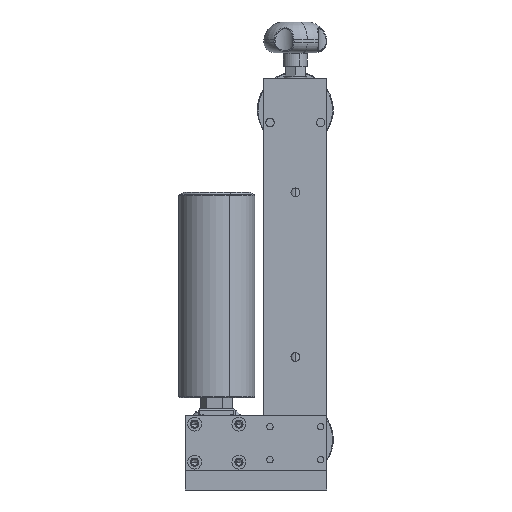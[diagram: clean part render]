
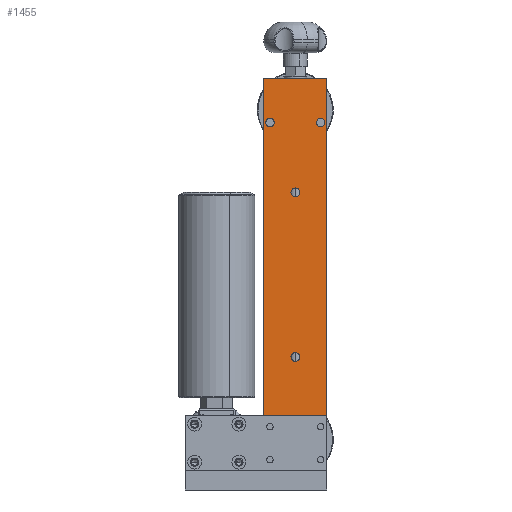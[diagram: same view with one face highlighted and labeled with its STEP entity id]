
A CAD part, front view. The second image highlights one B-rep face of the part: STEP entity #1455.
In plain terms, the highlighted planar face has unit normal (0, -1, 0).
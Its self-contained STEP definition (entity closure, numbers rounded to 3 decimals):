
#1327 = CARTESIAN_POINT ( 'NONE',  ( 0., 0., -65. ) ) ;
#1362 = EDGE_CURVE ( 'NONE', #6938, #34297, #21013, .T. ) ;
#1455 = ADVANCED_FACE ( 'NONE', ( #20379, #17403, #10590, #4636, #17193 ), #30205, .F. ) ;
#1744 = DIRECTION ( 'NONE',  ( 0., -1., 0. ) ) ;
#1751 = CIRCLE ( 'NONE', #28961, 3.4 ) ;
#1897 = EDGE_CURVE ( 'NONE', #34290, #21803, #41002, .T. ) ;
#2162 = DIRECTION ( 'NONE',  ( 0., 0., -1. ) ) ;
#2176 = ORIENTED_EDGE ( 'NONE', *, *, #31290, .F. ) ;
#2186 = CARTESIAN_POINT ( 'NONE',  ( 0., 0., -68.4 ) ) ;
#2300 = VECTOR ( 'NONE', #29728, 1000. ) ;
#2536 = EDGE_CURVE ( 'NONE', #32309, #9748, #41518, .T. ) ;
#2642 = CARTESIAN_POINT ( 'NONE',  ( -37., 0., -111. ) ) ;
#2756 = DIRECTION ( 'NONE',  ( 0., 0., 1. ) ) ;
#3232 = LINE ( 'NONE', #11243, #34076 ) ;
#3309 = ORIENTED_EDGE ( 'NONE', *, *, #1362, .F. ) ;
#3346 = AXIS2_PLACEMENT_3D ( 'NONE', #27622, #23569, #20790 ) ;
#3744 = LINE ( 'NONE', #16719, #2300 ) ;
#4484 = DIRECTION ( 'NONE',  ( 0., 0., -1. ) ) ;
#4636 = FACE_BOUND ( 'NONE', #6499, .T. ) ;
#5445 = ORIENTED_EDGE ( 'NONE', *, *, #21762, .F. ) ;
#6204 = DIRECTION ( 'NONE',  ( 0., 0., 1. ) ) ;
#6216 = AXIS2_PLACEMENT_3D ( 'NONE', #24402, #40221, #24198 ) ;
#6232 = EDGE_LOOP ( 'NONE', ( #21016, #30143, #19270, #35801 ) ) ;
#6273 = AXIS2_PLACEMENT_3D ( 'NONE', #15734, #38348, #2756 ) ;
#6499 = EDGE_LOOP ( 'NONE', ( #28706, #18332 ) ) ;
#6938 = VERTEX_POINT ( 'NONE', #17173 ) ;
#7061 = DIRECTION ( 'NONE',  ( 0., 0., 1. ) ) ;
#7223 = DIRECTION ( 'NONE',  ( 0., 1., 0. ) ) ;
#7806 = VERTEX_POINT ( 'NONE', #2186 ) ;
#9186 = EDGE_CURVE ( 'NONE', #21803, #18231, #3232, .T. ) ;
#9283 = CARTESIAN_POINT ( 'NONE',  ( -20., 0., 116.7 ) ) ;
#9354 = ORIENTED_EDGE ( 'NONE', *, *, #15009, .T. ) ;
#9737 = CARTESIAN_POINT ( 'NONE',  ( 0., 0., 65. ) ) ;
#9748 = VERTEX_POINT ( 'NONE', #32260 ) ;
#9963 = EDGE_CURVE ( 'NONE', #34290, #19627, #38614, .T. ) ;
#9974 = CARTESIAN_POINT ( 'NONE',  ( -25., 0., -111. ) ) ;
#10590 = FACE_BOUND ( 'NONE', #20111, .T. ) ;
#10762 = ORIENTED_EDGE ( 'NONE', *, *, #24468, .T. ) ;
#11243 = CARTESIAN_POINT ( 'NONE',  ( 25., 0., -155. ) ) ;
#13188 = VECTOR ( 'NONE', #6204, 1000. ) ;
#13786 = CARTESIAN_POINT ( 'NONE',  ( 25., 0., 155. ) ) ;
#14238 = EDGE_CURVE ( 'NONE', #9748, #32309, #15732, .T. ) ;
#15009 = EDGE_CURVE ( 'NONE', #19555, #28511, #30072, .T. ) ;
#15732 = CIRCLE ( 'NONE', #6216, 3.3 ) ;
#15734 = CARTESIAN_POINT ( 'NONE',  ( -20., 0., 120. ) ) ;
#16017 = CARTESIAN_POINT ( 'NONE',  ( -25., 0., 155. ) ) ;
#16395 = AXIS2_PLACEMENT_3D ( 'NONE', #33595, #27161, #30805 ) ;
#16719 = CARTESIAN_POINT ( 'NONE',  ( 25., 0., 155. ) ) ;
#17173 = CARTESIAN_POINT ( 'NONE',  ( 0., 0., 68.4 ) ) ;
#17193 = FACE_OUTER_BOUND ( 'NONE', #6232, .T. ) ;
#17403 = FACE_BOUND ( 'NONE', #32495, .T. ) ;
#18231 = VERTEX_POINT ( 'NONE', #13786 ) ;
#18332 = ORIENTED_EDGE ( 'NONE', *, *, #14238, .T. ) ;
#19234 = EDGE_CURVE ( 'NONE', #19627, #18231, #3744, .T. ) ;
#19270 = ORIENTED_EDGE ( 'NONE', *, *, #9186, .T. ) ;
#19555 = VERTEX_POINT ( 'NONE', #34387 ) ;
#19580 = DIRECTION ( 'NONE',  ( 0., 0., 1. ) ) ;
#19627 = VERTEX_POINT ( 'NONE', #16017 ) ;
#20111 = EDGE_LOOP ( 'NONE', ( #9354, #10762 ) ) ;
#20379 = FACE_BOUND ( 'NONE', #35139, .T. ) ;
#20790 = DIRECTION ( 'NONE',  ( 1., 0., 0. ) ) ;
#21013 = CIRCLE ( 'NONE', #25794, 3.4 ) ;
#21016 = ORIENTED_EDGE ( 'NONE', *, *, #9963, .F. ) ;
#21710 = VECTOR ( 'NONE', #28409, 1000. ) ;
#21744 = CARTESIAN_POINT ( 'NONE',  ( 0., 0., -61.6 ) ) ;
#21762 = EDGE_CURVE ( 'NONE', #27344, #7806, #1751, .T. ) ;
#21803 = VERTEX_POINT ( 'NONE', #37963 ) ;
#23363 = DIRECTION ( 'NONE',  ( 0., 0., -1. ) ) ;
#23569 = DIRECTION ( 'NONE',  ( 0., 1., 0. ) ) ;
#23590 = DIRECTION ( 'NONE',  ( 0., 0., 1. ) ) ;
#24198 = DIRECTION ( 'NONE',  ( 0., 0., 1. ) ) ;
#24402 = CARTESIAN_POINT ( 'NONE',  ( 20., 0., 120. ) ) ;
#24460 = CARTESIAN_POINT ( 'NONE',  ( 0., 0., -65. ) ) ;
#24468 = EDGE_CURVE ( 'NONE', #28511, #19555, #28383, .T. ) ;
#24973 = AXIS2_PLACEMENT_3D ( 'NONE', #38782, #41788, #19580 ) ;
#25143 = CARTESIAN_POINT ( 'NONE',  ( 0., 0., 61.6 ) ) ;
#25794 = AXIS2_PLACEMENT_3D ( 'NONE', #9737, #38743, #23363 ) ;
#27161 = DIRECTION ( 'NONE',  ( 0., -1., 0. ) ) ;
#27344 = VERTEX_POINT ( 'NONE', #21744 ) ;
#27448 = CARTESIAN_POINT ( 'NONE',  ( 20., 0., 123.3 ) ) ;
#27622 = CARTESIAN_POINT ( 'NONE',  ( -25., 0., -155. ) ) ;
#28383 = CIRCLE ( 'NONE', #24973, 3.3 ) ;
#28409 = DIRECTION ( 'NONE',  ( 1., 0., 0. ) ) ;
#28511 = VERTEX_POINT ( 'NONE', #9283 ) ;
#28706 = ORIENTED_EDGE ( 'NONE', *, *, #2536, .T. ) ;
#28961 = AXIS2_PLACEMENT_3D ( 'NONE', #1327, #1744, #2162 ) ;
#29641 = EDGE_CURVE ( 'NONE', #34297, #6938, #34783, .T. ) ;
#29728 = DIRECTION ( 'NONE',  ( 1., 0., 0. ) ) ;
#30072 = CIRCLE ( 'NONE', #6273, 3.3 ) ;
#30143 = ORIENTED_EDGE ( 'NONE', *, *, #1897, .T. ) ;
#30205 = PLANE ( 'NONE',  #3346 ) ;
#30805 = DIRECTION ( 'NONE',  ( 0., 0., -1. ) ) ;
#31290 = EDGE_CURVE ( 'NONE', #7806, #27344, #41705, .T. ) ;
#32260 = CARTESIAN_POINT ( 'NONE',  ( 20., 0., 116.7 ) ) ;
#32309 = VERTEX_POINT ( 'NONE', #27448 ) ;
#32495 = EDGE_LOOP ( 'NONE', ( #2176, #5445 ) ) ;
#33595 = CARTESIAN_POINT ( 'NONE',  ( 0., 0., 65. ) ) ;
#34038 = AXIS2_PLACEMENT_3D ( 'NONE', #39821, #7223, #23590 ) ;
#34076 = VECTOR ( 'NONE', #7061, 1000. ) ;
#34290 = VERTEX_POINT ( 'NONE', #9974 ) ;
#34297 = VERTEX_POINT ( 'NONE', #25143 ) ;
#34387 = CARTESIAN_POINT ( 'NONE',  ( -20., 0., 123.3 ) ) ;
#34783 = CIRCLE ( 'NONE', #16395, 3.4 ) ;
#34874 = AXIS2_PLACEMENT_3D ( 'NONE', #24460, #37301, #4484 ) ;
#35139 = EDGE_LOOP ( 'NONE', ( #35982, #3309 ) ) ;
#35801 = ORIENTED_EDGE ( 'NONE', *, *, #19234, .F. ) ;
#35982 = ORIENTED_EDGE ( 'NONE', *, *, #29641, .F. ) ;
#37301 = DIRECTION ( 'NONE',  ( 0., -1., 0. ) ) ;
#37963 = CARTESIAN_POINT ( 'NONE',  ( 25., 0., -111. ) ) ;
#38348 = DIRECTION ( 'NONE',  ( 0., 1., 0. ) ) ;
#38403 = CARTESIAN_POINT ( 'NONE',  ( -25., 0., -155. ) ) ;
#38614 = LINE ( 'NONE', #38403, #13188 ) ;
#38743 = DIRECTION ( 'NONE',  ( 0., -1., 0. ) ) ;
#38782 = CARTESIAN_POINT ( 'NONE',  ( -20., 0., 120. ) ) ;
#39821 = CARTESIAN_POINT ( 'NONE',  ( 20., 0., 120. ) ) ;
#40221 = DIRECTION ( 'NONE',  ( 0., 1., 0. ) ) ;
#41002 = LINE ( 'NONE', #2642, #21710 ) ;
#41518 = CIRCLE ( 'NONE', #34038, 3.3 ) ;
#41705 = CIRCLE ( 'NONE', #34874, 3.4 ) ;
#41788 = DIRECTION ( 'NONE',  ( 0., 1., 0. ) ) ;
